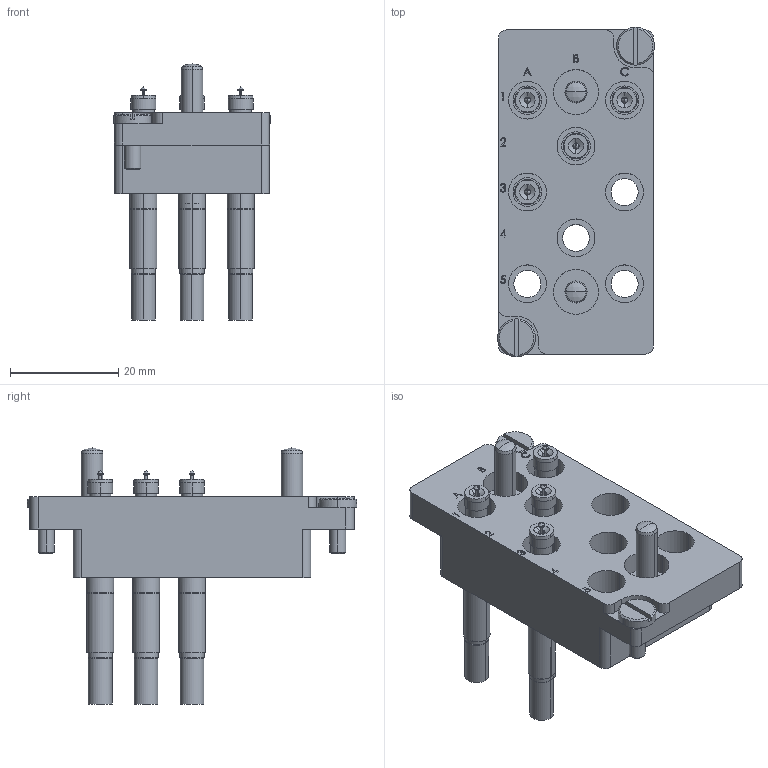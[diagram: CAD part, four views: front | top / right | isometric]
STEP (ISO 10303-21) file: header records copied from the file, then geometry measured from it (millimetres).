
FILE_DESCRIPTION (( 'STEP AP214' ), '1' );
FILE_NAME ('INGUN_42215.STEP', '2023-01-17T10:54:30', ( '' ), ( '' ), 'SwSTEP 2.0', 'SolidWorks 2021', '' );
FILE_SCHEMA (( 'AUTOMOTIVE_DESIGN' ));
Length unit declared in the file: millimetre
Products named in the file (8): INFO_4628~0_SBP-T_Kontaktierung-Seite<S>; KS-810-Master__ADA~ks_KS-810 R; 41166~6; DIN6325~n_04,0m6x020; DIN923~n_M03x04-A2; HFS-860-0075__ADA~hfs_S; 41166~6_S; INGUN_42215
Assembly tree (15 placements, depth 3):
  INGUN_42215
    41166~6_S
      41166~6
      INFO_4628~0_SBP-T_Kontaktierung-Seite<S>
    DIN923~n_M03x04-A2  x2
    HFS-860-0075__ADA~hfs_S  x4
    KS-810-Master__ADA~ks_KS-810 R  x4
    DIN6325~n_04,0m6x020  x2
Bounding box: 29 x 61 x 47.4 mm (x, y, z)
Volume: 20829.2 mm3; surface area: 14739.4 mm2
Topology: 29 solids, 33 shells, 2044 faces, 4866 edges, 2942 vertices
Faces by surface type: plane 1470, cylinder 446, cone 74, bspline 46, sphere 8
Entity records: 23017 total; most frequent: CARTESIAN_POINT 6281, DIRECTION 3460, ORIENTED_EDGE 3314, EDGE_CURVE 1657, AXIS2_PLACEMENT_3D 1239, VERTEX_POINT 1028, VECTOR 982, LINE 982
